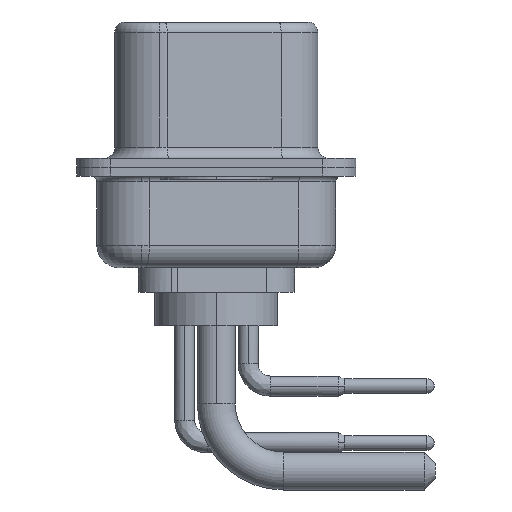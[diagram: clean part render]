
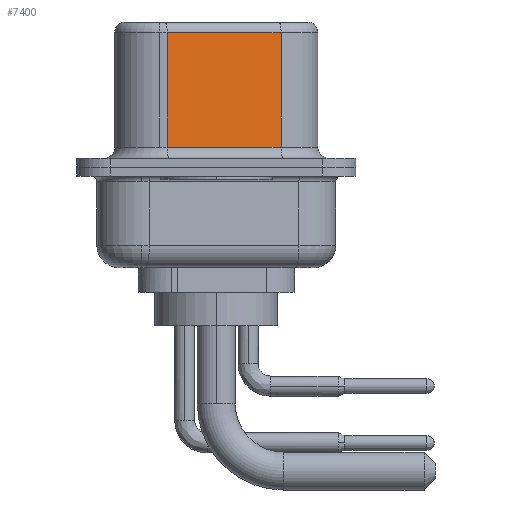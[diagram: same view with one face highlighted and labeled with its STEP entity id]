
A CAD part, left-side view. The second image highlights one B-rep face of the part: STEP entity #7400.
In plain terms, the highlighted planar face has unit normal (-0.985, -0.174, 0).
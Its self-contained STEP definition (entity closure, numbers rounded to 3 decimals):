
#230 = CARTESIAN_POINT ( 'NONE',  ( 4.58, -2.897, 6.02 ) ) ;
#746 = ORIENTED_EDGE ( 'NONE', *, *, #9050, .T. ) ;
#2037 = DIRECTION ( 'NONE',  ( 0., 0., -1. ) ) ;
#2062 = CARTESIAN_POINT ( 'NONE',  ( 4.58, -2.897, 0.9 ) ) ;
#2148 = LINE ( 'NONE', #10759, #21741 ) ;
#3599 = VECTOR ( 'NONE', #8088, 1000. ) ;
#3653 = LINE ( 'NONE', #230, #4329 ) ;
#4062 = DIRECTION ( 'NONE',  ( 0.174, -0.985, 0. ) ) ;
#4329 = VECTOR ( 'NONE', #20400, 1000. ) ;
#5652 = ORIENTED_EDGE ( 'NONE', *, *, #8607, .T. ) ;
#7103 = CARTESIAN_POINT ( 'NONE',  ( 3.68, 2.203, 6.02 ) ) ;
#7400 = ADVANCED_FACE ( 'NONE', ( #15405 ), #20921, .F. ) ;
#8088 = DIRECTION ( 'NONE',  ( 0., 0., -1. ) ) ;
#8537 = VERTEX_POINT ( 'NONE', #15855 ) ;
#8607 = EDGE_CURVE ( 'NONE', #9434, #8537, #9024, .T. ) ;
#9024 = LINE ( 'NONE', #2062, #16111 ) ;
#9050 = EDGE_CURVE ( 'NONE', #12102, #9434, #2148, .T. ) ;
#9434 = VERTEX_POINT ( 'NONE', #16381 ) ;
#9740 = LINE ( 'NONE', #12715, #3599 ) ;
#10017 = ORIENTED_EDGE ( 'NONE', *, *, #19206, .T. ) ;
#10469 = AXIS2_PLACEMENT_3D ( 'NONE', #12542, #12434, #20800 ) ;
#10759 = CARTESIAN_POINT ( 'NONE',  ( 3.68, 2.203, 6.52 ) ) ;
#12102 = VERTEX_POINT ( 'NONE', #7103 ) ;
#12434 = DIRECTION ( 'NONE',  ( 0.985, 0.174, 0. ) ) ;
#12493 = EDGE_LOOP ( 'NONE', ( #18127, #10017, #746, #5652 ) ) ;
#12542 = CARTESIAN_POINT ( 'NONE',  ( 4.58, -2.897, 6.52 ) ) ;
#12715 = CARTESIAN_POINT ( 'NONE',  ( 4.58, -2.897, 6.52 ) ) ;
#15405 = FACE_OUTER_BOUND ( 'NONE', #12493, .T. ) ;
#15855 = CARTESIAN_POINT ( 'NONE',  ( 4.58, -2.897, 0.9 ) ) ;
#16111 = VECTOR ( 'NONE', #4062, 1000. ) ;
#16381 = CARTESIAN_POINT ( 'NONE',  ( 3.68, 2.203, 0.9 ) ) ;
#17885 = CARTESIAN_POINT ( 'NONE',  ( 4.58, -2.897, 6.02 ) ) ;
#18127 = ORIENTED_EDGE ( 'NONE', *, *, #18956, .F. ) ;
#18956 = EDGE_CURVE ( 'NONE', #20711, #8537, #9740, .T. ) ;
#19206 = EDGE_CURVE ( 'NONE', #20711, #12102, #3653, .T. ) ;
#20400 = DIRECTION ( 'NONE',  ( -0.174, 0.985, 0. ) ) ;
#20711 = VERTEX_POINT ( 'NONE', #17885 ) ;
#20800 = DIRECTION ( 'NONE',  ( -0.174, 0.985, 0. ) ) ;
#20921 = PLANE ( 'NONE',  #10469 ) ;
#21741 = VECTOR ( 'NONE', #2037, 1000. ) ;
